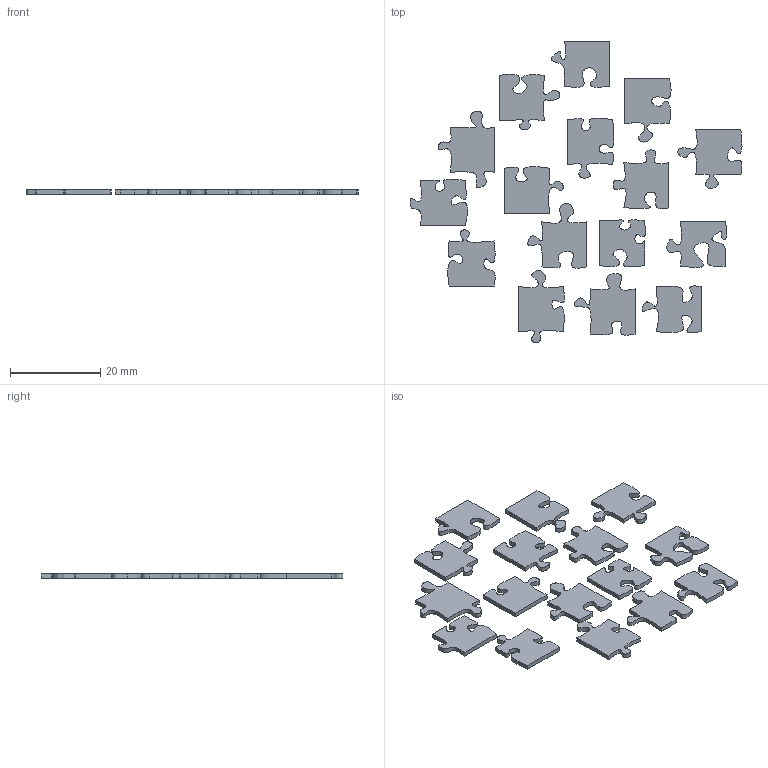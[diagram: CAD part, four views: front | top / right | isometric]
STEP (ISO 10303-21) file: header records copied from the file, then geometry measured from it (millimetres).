
FILE_DESCRIPTION(('HOOPS Exchange Step'),'2;1');
FILE_NAME('temp_export','2024-07-11T13:26:51+08:00',('sharma21'),('Shapr3D Limited'),'HOOPS Exchange 2024.2','Shapr3D','Authorized');
FILE_SCHEMA( ('AUTOMOTIVE_DESIGN { 1 0 10303 214 1 1 1 1 }') );
Length unit declared in the file: millimetre
Products named in the file (1): root
Bounding box: 73.65 x 66.95 x 1 mm (x, y, z)
Volume: 1597.4 mm3; surface area: 4143 mm2
Topology: 16 solids, 16 shells, 96 faces, 192 edges, 128 vertices
Faces by surface type: plane 51, bspline 45
Entity records: 3379 total; most frequent: CARTESIAN_POINT 1666, ORIENTED_EDGE 384, DIRECTION 206, EDGE_CURVE 192, VERTEX_POINT 128, VECTOR 102, LINE 102, EDGE_LOOP 96
